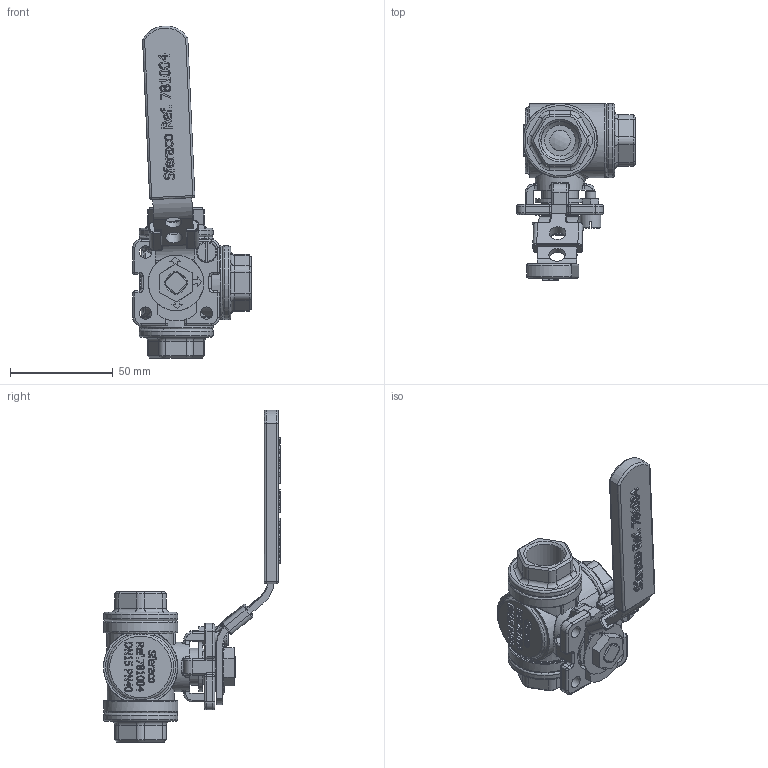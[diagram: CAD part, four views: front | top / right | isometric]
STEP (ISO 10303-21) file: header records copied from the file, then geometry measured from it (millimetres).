
FILE_DESCRIPTION(/* description */ ('781004'),/* implementation_level */ '2;1');
FILE_NAME(/* name */ '781004.stp',/* time_stamp */ '2017-02-15T13:58:56+01:00',/* author */ ('jmorand'),/* organization */ ('Sferaco'),/* preprocessor_version */ 'ST-DEVELOPER v16.5',/* originating_system */ 'Autodesk Inventor 2017',/* authorisation */ '');
FILE_SCHEMA (('AUTOMOTIVE_DESIGN { 1 0 10303 214 3 1 1 }'));
Length unit declared in the file: millimetre
Products named in the file (1): 781004_bd
Bounding box: 57.5 x 86 x 161.38 mm (x, y, z)
Volume: 94779.2 mm3; surface area: 34694.5 mm2
Topology: 1 solids, 11 shells, 1344 faces, 3422 edges, 2170 vertices
Faces by surface type: plane 571, bspline 363, cylinder 239, torus 101, cone 41, sphere 29
Full cylindrical faces by diameter (mm): 5 x2, 6 x4, 8 x2, 10 x4, 11 x2, 12 x2, 15 x3, 18 x1, 18.631 x3, 24 x3, 25.835 x3, 27 x2, 36 x6
Entity records: 46114 total; most frequent: CARTESIAN_POINT 14787, ORIENTED_EDGE 6662, DIRECTION 5201, EDGE_CURVE 3331, VERTEX_POINT 2144, LINE 1859, VECTOR 1859, AXIS2_PLACEMENT_3D 1671
